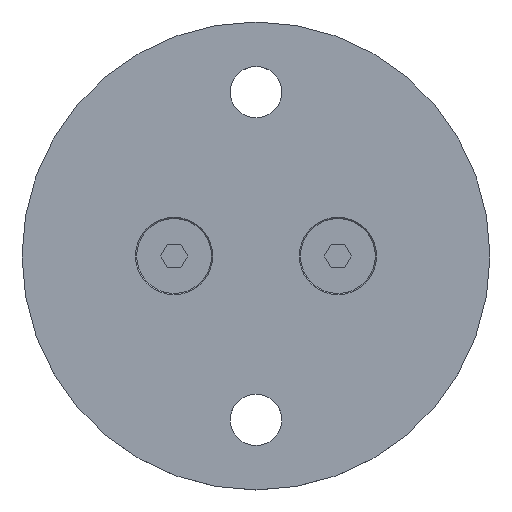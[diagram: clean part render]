
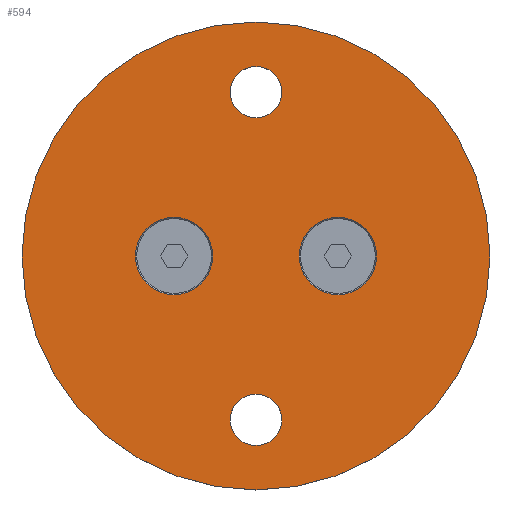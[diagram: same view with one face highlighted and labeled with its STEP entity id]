
A CAD part, top view. The second image highlights one B-rep face of the part: STEP entity #594.
In plain terms, the highlighted planar face has unit normal (0, 0, 1).
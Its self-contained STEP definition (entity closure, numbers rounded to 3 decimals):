
#56 = DIRECTION ( 'NONE',  ( 0., 0., 1. ) ) ;
#73 = DIRECTION ( 'NONE',  ( 1., 0., 0. ) ) ;
#90 = CARTESIAN_POINT ( 'NONE',  ( 50., 0., 6. ) ) ;
#100 = AXIS2_PLACEMENT_3D ( 'NONE', #3619, #1652, #3600 ) ;
#131 = DIRECTION ( 'NONE',  ( 1., 0., 0. ) ) ;
#166 = CIRCLE ( 'NONE', #1407, 5.5 ) ;
#168 = DIRECTION ( 'NONE',  ( 1., 0., 0. ) ) ;
#176 = ORIENTED_EDGE ( 'NONE', *, *, #1627, .F. ) ;
#198 = AXIS2_PLACEMENT_3D ( 'NONE', #3581, #1351, #131 ) ;
#201 = CIRCLE ( 'NONE', #3174, 5.5 ) ;
#212 = CARTESIAN_POINT ( 'NONE',  ( -9.25, 0., 6. ) ) ;
#243 = ORIENTED_EDGE ( 'NONE', *, *, #2550, .F. ) ;
#308 = CARTESIAN_POINT ( 'NONE',  ( 5.5, -35., 6. ) ) ;
#471 = EDGE_LOOP ( 'NONE', ( #2659, #243 ) ) ;
#506 = CARTESIAN_POINT ( 'NONE',  ( 5.5, 35., 6. ) ) ;
#520 = AXIS2_PLACEMENT_3D ( 'NONE', #1907, #1294, #73 ) ;
#574 = EDGE_CURVE ( 'NONE', #2011, #835, #4087, .T. ) ;
#589 = CARTESIAN_POINT ( 'NONE',  ( 0., -35., 6. ) ) ;
#594 = ADVANCED_FACE ( 'NONE', ( #1318, #2595, #2281, #3141, #2828 ), #1400, .T. ) ;
#618 = CARTESIAN_POINT ( 'NONE',  ( -5.5, -35., 6. ) ) ;
#661 = DIRECTION ( 'NONE',  ( 0., 0., 1. ) ) ;
#835 = VERTEX_POINT ( 'NONE', #90 ) ;
#862 = AXIS2_PLACEMENT_3D ( 'NONE', #2474, #2157, #3425 ) ;
#875 = VERTEX_POINT ( 'NONE', #3234 ) ;
#915 = ORIENTED_EDGE ( 'NONE', *, *, #2180, .F. ) ;
#962 = DIRECTION ( 'NONE',  ( 1., 0., 0. ) ) ;
#995 = VERTEX_POINT ( 'NONE', #212 ) ;
#998 = ORIENTED_EDGE ( 'NONE', *, *, #2044, .F. ) ;
#1062 = EDGE_LOOP ( 'NONE', ( #1947, #998 ) ) ;
#1113 = CIRCLE ( 'NONE', #3890, 8.25 ) ;
#1130 = DIRECTION ( 'NONE',  ( 0., 0., 1. ) ) ;
#1153 = DIRECTION ( 'NONE',  ( 0., 0., 1. ) ) ;
#1238 = DIRECTION ( 'NONE',  ( 1., 0., 0. ) ) ;
#1270 = CARTESIAN_POINT ( 'NONE',  ( 0., 35., 6. ) ) ;
#1294 = DIRECTION ( 'NONE',  ( 0., 0., 1. ) ) ;
#1318 = FACE_BOUND ( 'NONE', #3482, .T. ) ;
#1351 = DIRECTION ( 'NONE',  ( 0., 0., 1. ) ) ;
#1386 = AXIS2_PLACEMENT_3D ( 'NONE', #2226, #56, #2641 ) ;
#1387 = ORIENTED_EDGE ( 'NONE', *, *, #2941, .F. ) ;
#1400 = PLANE ( 'NONE',  #100 ) ;
#1407 = AXIS2_PLACEMENT_3D ( 'NONE', #1270, #2545, #962 ) ;
#1442 = CIRCLE ( 'NONE', #198, 8.25 ) ;
#1497 = DIRECTION ( 'NONE',  ( 0., 0., 1. ) ) ;
#1517 = CIRCLE ( 'NONE', #862, 50. ) ;
#1581 = ORIENTED_EDGE ( 'NONE', *, *, #3909, .F. ) ;
#1585 = CARTESIAN_POINT ( 'NONE',  ( 17.5, 0., 6. ) ) ;
#1627 = EDGE_CURVE ( 'NONE', #3302, #3397, #3614, .T. ) ;
#1635 = CARTESIAN_POINT ( 'NONE',  ( 25.75, 0., 6. ) ) ;
#1652 = DIRECTION ( 'NONE',  ( 0., 0., 1. ) ) ;
#1727 = AXIS2_PLACEMENT_3D ( 'NONE', #3000, #1130, #168 ) ;
#1788 = VERTEX_POINT ( 'NONE', #618 ) ;
#1901 = CARTESIAN_POINT ( 'NONE',  ( 0., 35., 6. ) ) ;
#1907 = CARTESIAN_POINT ( 'NONE',  ( 0., 0., 6. ) ) ;
#1947 = ORIENTED_EDGE ( 'NONE', *, *, #3198, .F. ) ;
#2011 = VERTEX_POINT ( 'NONE', #3139 ) ;
#2044 = EDGE_CURVE ( 'NONE', #2788, #3262, #1113, .T. ) ;
#2157 = DIRECTION ( 'NONE',  ( 0., 0., 1. ) ) ;
#2180 = EDGE_CURVE ( 'NONE', #875, #995, #1442, .T. ) ;
#2188 = AXIS2_PLACEMENT_3D ( 'NONE', #589, #1153, #3370 ) ;
#2226 = CARTESIAN_POINT ( 'NONE',  ( 17.5, 0., 6. ) ) ;
#2227 = EDGE_CURVE ( 'NONE', #3098, #1788, #201, .T. ) ;
#2281 = FACE_BOUND ( 'NONE', #471, .T. ) ;
#2284 = CARTESIAN_POINT ( 'NONE',  ( -5.5, 35., 6. ) ) ;
#2392 = ORIENTED_EDGE ( 'NONE', *, *, #2663, .T. ) ;
#2421 = EDGE_LOOP ( 'NONE', ( #3892, #2392 ) ) ;
#2474 = CARTESIAN_POINT ( 'NONE',  ( 0., 0., 6. ) ) ;
#2510 = DIRECTION ( 'NONE',  ( 0., 0., 1. ) ) ;
#2545 = DIRECTION ( 'NONE',  ( 0., 0., 1. ) ) ;
#2550 = EDGE_CURVE ( 'NONE', #1788, #3098, #3978, .T. ) ;
#2595 = FACE_BOUND ( 'NONE', #1062, .T. ) ;
#2641 = DIRECTION ( 'NONE',  ( 1., 0., 0. ) ) ;
#2659 = ORIENTED_EDGE ( 'NONE', *, *, #2227, .F. ) ;
#2663 = EDGE_CURVE ( 'NONE', #835, #2011, #1517, .T. ) ;
#2788 = VERTEX_POINT ( 'NONE', #2938 ) ;
#2828 = FACE_OUTER_BOUND ( 'NONE', #2421, .T. ) ;
#2938 = CARTESIAN_POINT ( 'NONE',  ( 9.25, 0., 6. ) ) ;
#2941 = EDGE_CURVE ( 'NONE', #995, #875, #3908, .T. ) ;
#3000 = CARTESIAN_POINT ( 'NONE',  ( -17.5, 0., 6. ) ) ;
#3028 = DIRECTION ( 'NONE',  ( 1., 0., 0. ) ) ;
#3098 = VERTEX_POINT ( 'NONE', #308 ) ;
#3139 = CARTESIAN_POINT ( 'NONE',  ( -50., 0., 6. ) ) ;
#3141 = FACE_BOUND ( 'NONE', #3486, .T. ) ;
#3174 = AXIS2_PLACEMENT_3D ( 'NONE', #3431, #1497, #3028 ) ;
#3198 = EDGE_CURVE ( 'NONE', #3262, #2788, #3456, .T. ) ;
#3234 = CARTESIAN_POINT ( 'NONE',  ( -25.75, 0., 6. ) ) ;
#3262 = VERTEX_POINT ( 'NONE', #1635 ) ;
#3298 = AXIS2_PLACEMENT_3D ( 'NONE', #1901, #661, #3478 ) ;
#3302 = VERTEX_POINT ( 'NONE', #2284 ) ;
#3370 = DIRECTION ( 'NONE',  ( 1., 0., 0. ) ) ;
#3397 = VERTEX_POINT ( 'NONE', #506 ) ;
#3425 = DIRECTION ( 'NONE',  ( 1., 0., 0. ) ) ;
#3431 = CARTESIAN_POINT ( 'NONE',  ( 0., -35., 6. ) ) ;
#3456 = CIRCLE ( 'NONE', #1386, 8.25 ) ;
#3478 = DIRECTION ( 'NONE',  ( 1., 0., 0. ) ) ;
#3482 = EDGE_LOOP ( 'NONE', ( #1387, #915 ) ) ;
#3486 = EDGE_LOOP ( 'NONE', ( #1581, #176 ) ) ;
#3581 = CARTESIAN_POINT ( 'NONE',  ( -17.5, 0., 6. ) ) ;
#3600 = DIRECTION ( 'NONE',  ( 1., 0., 0. ) ) ;
#3614 = CIRCLE ( 'NONE', #3298, 5.5 ) ;
#3619 = CARTESIAN_POINT ( 'NONE',  ( 0., 0., 6. ) ) ;
#3890 = AXIS2_PLACEMENT_3D ( 'NONE', #1585, #2510, #1238 ) ;
#3892 = ORIENTED_EDGE ( 'NONE', *, *, #574, .T. ) ;
#3908 = CIRCLE ( 'NONE', #1727, 8.25 ) ;
#3909 = EDGE_CURVE ( 'NONE', #3397, #3302, #166, .T. ) ;
#3978 = CIRCLE ( 'NONE', #2188, 5.5 ) ;
#4087 = CIRCLE ( 'NONE', #520, 50. ) ;
